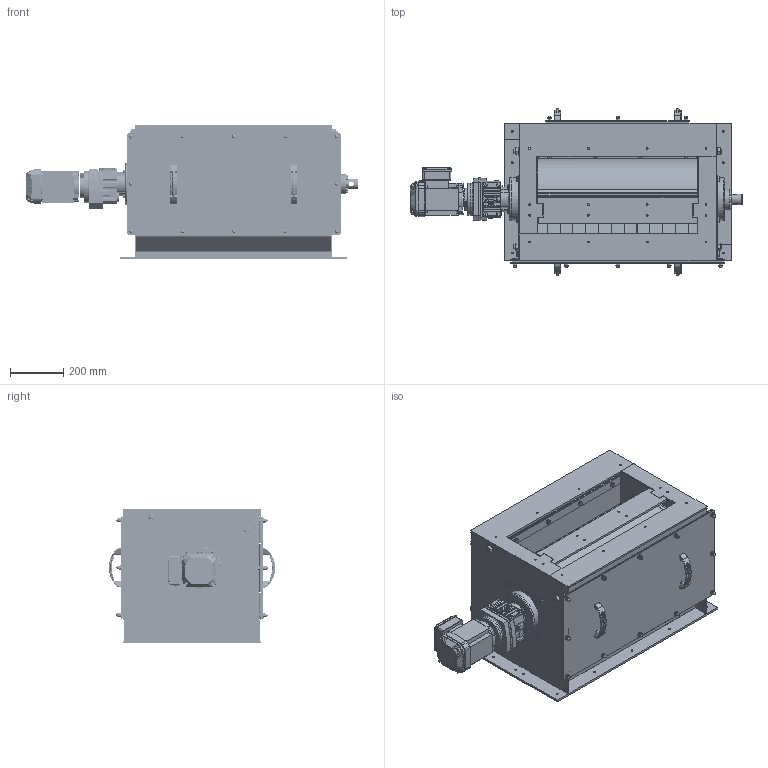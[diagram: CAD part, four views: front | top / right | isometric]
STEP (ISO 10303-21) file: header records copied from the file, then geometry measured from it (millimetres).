
FILE_DESCRIPTION(/* description */ (''),/* implementation_level */ '2;1');
FILE_NAME(/* name */ 'SRTK060034_A.stp',/* time_stamp */ '2023-11-20T09:01:28+01:00',/* author */ ('PH'),/* organization */ (''),/* preprocessor_version */ 'ST-DEVELOPER v18.1',/* originating_system */ 'Autodesk Inventor 2021',/* authorisation */ '');
FILE_SCHEMA (('AUTOMOTIVE_DESIGN { 1 0 10303 214 3 1 1 }'));
Products named in the file (1): SRTK060034_A
Bounding box: 1242.7 x 623.42 x 500 mm (x, y, z)
Volume: 27696539.2 mm3; surface area: 7124969 mm2
Topology: 4 solids, 4 shells, 3966 faces, 9753 edges, 6074 vertices
Faces by surface type: plane 2106, cylinder 978, cone 592, torus 133, bspline 87, sphere 70
Full cylindrical faces by diameter (mm): 4.134 x11, 4.917 x10, 5 x6, 5.2 x12, 6 x16, 6.4 x8, 6.6 x8, 6.647 x54, 7.323 x4, 8 x12, 8.1 x5, 8.2 x3, 8.4 x12, 8.5 x2, 9 x12, 9.188 x8, 9.9 x4, 10 x24, 10.5 x9, 11.4 x28, 12.4 x8, 12.5 x20, 13 x8, 13.835 x2, 14 x5, 15 x11, 15.4 x12, 16 x44, 17 x1, 18 x1
Entity records: 124325 total; most frequent: CARTESIAN_POINT 29200, ORIENTED_EDGE 19322, DIRECTION 18993, EDGE_CURVE 9661, AXIS2_PLACEMENT_3D 6963, VERTEX_POINT 6082, LINE 5067, VECTOR 5067
